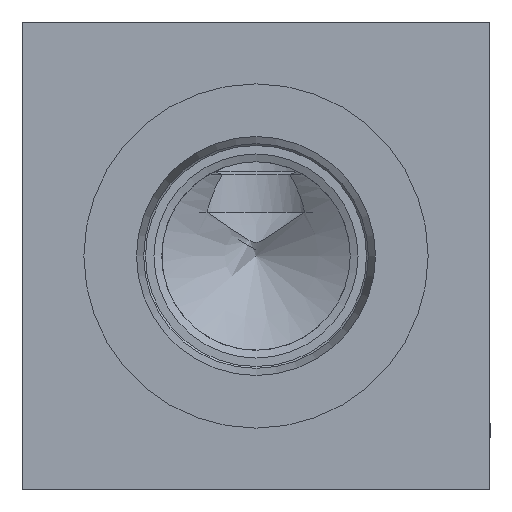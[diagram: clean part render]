
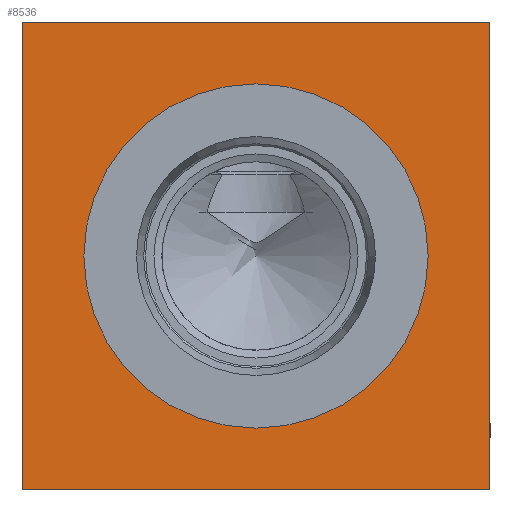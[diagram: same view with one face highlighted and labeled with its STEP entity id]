
A CAD part, left-side view. The second image highlights one B-rep face of the part: STEP entity #8536.
In plain terms, the highlighted planar face has unit normal (-1, 0, 0).
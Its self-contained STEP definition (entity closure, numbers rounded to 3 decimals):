
#326=CIRCLE('',#9076,21.019);
#327=CIRCLE('',#9077,21.019);
#398=FACE_BOUND('',#1568,.T.);
#621=PLANE('',#9090);
#1063=FACE_OUTER_BOUND('',#1567,.T.);
#1567=EDGE_LOOP('',(#7636,#7637,#7638,#7639));
#1568=EDGE_LOOP('',(#7640,#7641));
#1815=LINE('',#13306,#2530);
#2291=LINE('',#15042,#3006);
#2292=LINE('',#15043,#3007);
#2293=LINE('',#15044,#3008);
#2530=VECTOR('',#9427,10.);
#3006=VECTOR('',#10875,10.);
#3007=VECTOR('',#10876,10.);
#3008=VECTOR('',#10877,10.);
#3580=VERTEX_POINT('',#13299);
#3583=VERTEX_POINT('',#13304);
#4070=VERTEX_POINT('',#15011);
#4071=VERTEX_POINT('',#15012);
#4080=VERTEX_POINT('',#15040);
#4081=VERTEX_POINT('',#15041);
#4543=EDGE_CURVE('',#3583,#3580,#1815,.T.);
#5259=EDGE_CURVE('',#4070,#4071,#326,.T.);
#5260=EDGE_CURVE('',#4071,#4070,#327,.T.);
#5273=EDGE_CURVE('',#4080,#4081,#2291,.T.);
#5274=EDGE_CURVE('',#4081,#3580,#2292,.T.);
#5275=EDGE_CURVE('',#4080,#3583,#2293,.T.);
#7636=ORIENTED_EDGE('',*,*,#5273,.T.);
#7637=ORIENTED_EDGE('',*,*,#5274,.T.);
#7638=ORIENTED_EDGE('',*,*,#4543,.F.);
#7639=ORIENTED_EDGE('',*,*,#5275,.F.);
#7640=ORIENTED_EDGE('',*,*,#5259,.T.);
#7641=ORIENTED_EDGE('',*,*,#5260,.T.);
#8536=ADVANCED_FACE('',(#1063,#398),#621,.T.);
#9076=AXIS2_PLACEMENT_3D('',#15013,#10841,#10842);
#9077=AXIS2_PLACEMENT_3D('',#15014,#10843,#10844);
#9090=AXIS2_PLACEMENT_3D('',#15039,#10873,#10874);
#9427=DIRECTION('',(0.,-1.,0.));
#10841=DIRECTION('center_axis',(1.,0.,0.));
#10842=DIRECTION('ref_axis',(0.,0.,1.));
#10843=DIRECTION('center_axis',(1.,0.,0.));
#10844=DIRECTION('ref_axis',(0.,0.,1.));
#10873=DIRECTION('center_axis',(-1.,0.,0.));
#10874=DIRECTION('ref_axis',(0.,-1.,0.));
#10875=DIRECTION('',(0.,-1.,0.));
#10876=DIRECTION('',(0.,0.,1.));
#10877=DIRECTION('',(0.,0.,1.));
#13299=CARTESIAN_POINT('',(0.,0.,57.15));
#13304=CARTESIAN_POINT('',(0.,57.15,57.15));
#13306=CARTESIAN_POINT('',(0.,57.15,57.15));
#15011=CARTESIAN_POINT('',(0.,28.575,49.594));
#15012=CARTESIAN_POINT('',(0.,28.575,7.556));
#15013=CARTESIAN_POINT('Origin',(0.,28.575,28.575));
#15014=CARTESIAN_POINT('Origin',(0.,28.575,28.575));
#15039=CARTESIAN_POINT('Origin',(0.,57.15,0.));
#15040=CARTESIAN_POINT('',(0.,57.15,0.));
#15041=CARTESIAN_POINT('',(0.,0.,0.));
#15042=CARTESIAN_POINT('',(0.,57.15,0.));
#15043=CARTESIAN_POINT('',(0.,0.,0.));
#15044=CARTESIAN_POINT('',(0.,57.15,0.));
